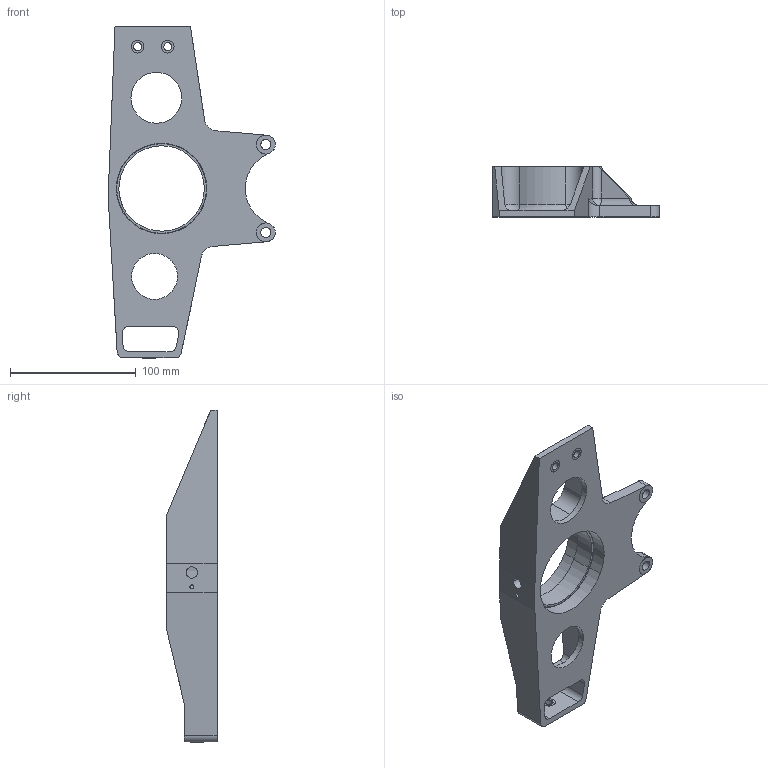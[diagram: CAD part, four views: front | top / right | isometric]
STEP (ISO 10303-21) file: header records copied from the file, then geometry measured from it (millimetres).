
FILE_DESCRIPTION(('CATIA V5 STEP Exchange'),'2;1');
FILE_NAME('SU_10001 (Front Left Upright).stp','2019-12-03T16:24:24+00:00',('none'),('none'),'CATIA Version 5 Release 19 SP 2 (IN-10)','CATIA V5 STEP AP203','none');
FILE_SCHEMA(('CONFIG_CONTROL_DESIGN'));
Length unit declared in the file: millimetre
Products named in the file (1): SU_10001
Bounding box: 132.45 x 40.1 x 264.2 mm (x, y, z)
Volume: 237999.5 mm3; surface area: 76329.9 mm2
Topology: 1 solids, 1 shells, 174 faces, 432 edges, 275 vertices
Faces by surface type: cylinder 105, plane 52, torus 11, sphere 6
Entity records: 4983 total; most frequent: CARTESIAN_POINT 1075, ORIENTED_EDGE 852, DIRECTION 648, EDGE_CURVE 426, AXIS2_PLACEMENT_3D 315, VERTEX_POINT 262, VECTOR 209, LINE 209
